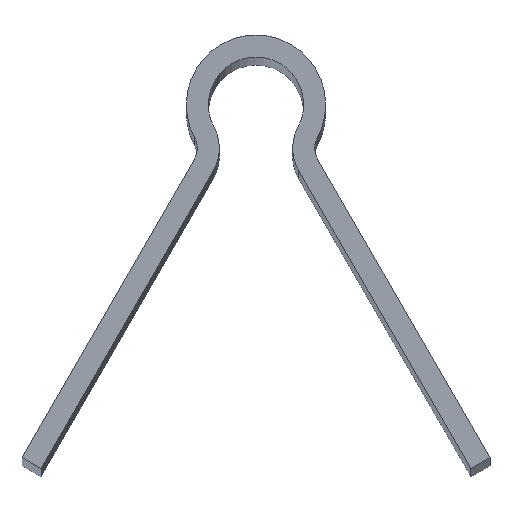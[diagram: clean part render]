
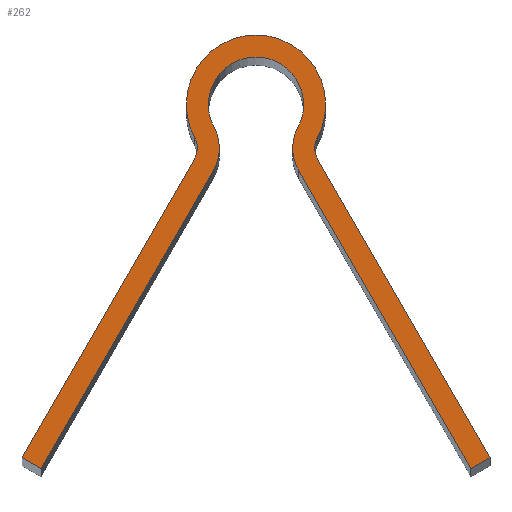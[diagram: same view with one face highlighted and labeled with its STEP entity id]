
A CAD part, top view. The second image highlights one B-rep face of the part: STEP entity #262.
In plain terms, the highlighted planar face has unit normal (0, 0, 1).
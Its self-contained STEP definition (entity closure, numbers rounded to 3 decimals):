
#22=PLANE('',#308);
#36=FACE_OUTER_BOUND('',#50,.T.);
#50=EDGE_LOOP('',(#231,#232,#233,#234,#235,#236,#237,#238,#239,#240,#241,
#242));
#53=LINE('',#399,#77);
#56=LINE('',#405,#80);
#59=LINE('',#411,#83);
#65=LINE('',#435,#89);
#68=LINE('',#441,#92);
#71=LINE('',#447,#95);
#77=VECTOR('',#321,10.);
#80=VECTOR('',#326,10.);
#83=VECTOR('',#331,10.);
#89=VECTOR('',#357,10.);
#92=VECTOR('',#362,10.);
#95=VECTOR('',#367,10.);
#99=CIRCLE('',#284,3.);
#101=CIRCLE('',#290,6.);
#103=CIRCLE('',#293,6.5);
#105=CIRCLE('',#296,6.);
#107=CIRCLE('',#302,3.);
#109=CIRCLE('',#305,9.5);
#111=VERTEX_POINT('',#389);
#112=VERTEX_POINT('',#390);
#115=VERTEX_POINT('',#398);
#117=VERTEX_POINT('',#404);
#119=VERTEX_POINT('',#410);
#121=VERTEX_POINT('',#416);
#123=VERTEX_POINT('',#422);
#125=VERTEX_POINT('',#428);
#127=VERTEX_POINT('',#434);
#129=VERTEX_POINT('',#440);
#131=VERTEX_POINT('',#446);
#133=VERTEX_POINT('',#452);
#135=EDGE_CURVE('',#111,#112,#99,.T.);
#139=EDGE_CURVE('',#112,#115,#53,.T.);
#142=EDGE_CURVE('',#115,#117,#56,.T.);
#145=EDGE_CURVE('',#117,#119,#59,.T.);
#148=EDGE_CURVE('',#119,#121,#101,.T.);
#151=EDGE_CURVE('',#121,#123,#103,.T.);
#154=EDGE_CURVE('',#123,#125,#105,.T.);
#157=EDGE_CURVE('',#125,#127,#65,.T.);
#160=EDGE_CURVE('',#127,#129,#68,.T.);
#163=EDGE_CURVE('',#129,#131,#71,.T.);
#166=EDGE_CURVE('',#131,#133,#107,.T.);
#169=EDGE_CURVE('',#133,#111,#109,.T.);
#231=ORIENTED_EDGE('',*,*,#169,.F.);
#232=ORIENTED_EDGE('',*,*,#166,.F.);
#233=ORIENTED_EDGE('',*,*,#163,.F.);
#234=ORIENTED_EDGE('',*,*,#160,.F.);
#235=ORIENTED_EDGE('',*,*,#157,.F.);
#236=ORIENTED_EDGE('',*,*,#154,.F.);
#237=ORIENTED_EDGE('',*,*,#151,.F.);
#238=ORIENTED_EDGE('',*,*,#148,.F.);
#239=ORIENTED_EDGE('',*,*,#145,.F.);
#240=ORIENTED_EDGE('',*,*,#142,.F.);
#241=ORIENTED_EDGE('',*,*,#139,.F.);
#242=ORIENTED_EDGE('',*,*,#135,.F.);
#262=ADVANCED_FACE('',(#36),#22,.T.);
#284=AXIS2_PLACEMENT_3D('',#391,#313,#314);
#290=AXIS2_PLACEMENT_3D('',#417,#336,#337);
#293=AXIS2_PLACEMENT_3D('',#423,#343,#344);
#296=AXIS2_PLACEMENT_3D('',#429,#350,#351);
#302=AXIS2_PLACEMENT_3D('',#453,#372,#373);
#305=AXIS2_PLACEMENT_3D('',#458,#379,#380);
#308=AXIS2_PLACEMENT_3D('',#461,#385,#386);
#313=DIRECTION('center_axis',(0.,0.,1.));
#314=DIRECTION('ref_axis',(0.88,-0.475,0.));
#321=DIRECTION('',(0.5,-0.866,0.));
#326=DIRECTION('',(-0.866,-0.5,0.));
#331=DIRECTION('',(-0.5,0.866,0.));
#336=DIRECTION('center_axis',(0.,0.,-1.));
#337=DIRECTION('ref_axis',(-0.88,0.475,0.));
#343=DIRECTION('center_axis',(0.,0.,1.));
#344=DIRECTION('ref_axis',(0.,-1.,0.));
#350=DIRECTION('center_axis',(0.,0.,-1.));
#351=DIRECTION('ref_axis',(0.866,-0.5,0.));
#357=DIRECTION('',(-0.5,-0.866,0.));
#362=DIRECTION('',(-0.866,0.5,0.));
#367=DIRECTION('',(0.5,0.866,0.));
#372=DIRECTION('center_axis',(0.,0.,1.));
#373=DIRECTION('ref_axis',(-0.866,0.5,0.));
#379=DIRECTION('center_axis',(0.,0.,-1.));
#380=DIRECTION('ref_axis',(0.88,-0.475,0.));
#385=DIRECTION('center_axis',(0.,0.,1.));
#386=DIRECTION('ref_axis',(1.,0.,0.));
#389=CARTESIAN_POINT('',(8.36,-4.512,640.));
#390=CARTESIAN_POINT('',(8.402,-7.437,640.));
#391=CARTESIAN_POINT('Origin',(11.,-5.937,640.));
#398=CARTESIAN_POINT('',(31.925,-48.18,640.));
#399=CARTESIAN_POINT('',(31.925,-48.18,640.));
#404=CARTESIAN_POINT('',(29.327,-49.68,640.));
#405=CARTESIAN_POINT('',(29.327,-49.68,640.));
#410=CARTESIAN_POINT('',(5.804,-8.937,640.));
#411=CARTESIAN_POINT('',(5.804,-8.937,640.));
#416=CARTESIAN_POINT('',(5.72,-3.087,640.));
#417=CARTESIAN_POINT('Origin',(11.,-5.937,640.));
#422=CARTESIAN_POINT('',(-5.72,-3.087,640.));
#423=CARTESIAN_POINT('Origin',(0.,0.,640.));
#428=CARTESIAN_POINT('',(-5.804,-8.937,640.));
#429=CARTESIAN_POINT('Origin',(-11.,-5.937,640.));
#434=CARTESIAN_POINT('',(-29.327,-49.68,640.));
#435=CARTESIAN_POINT('',(-29.327,-49.68,640.));
#440=CARTESIAN_POINT('',(-31.925,-48.18,640.));
#441=CARTESIAN_POINT('',(-31.925,-48.18,640.));
#446=CARTESIAN_POINT('',(-8.402,-7.437,640.));
#447=CARTESIAN_POINT('',(-8.402,-7.437,640.));
#452=CARTESIAN_POINT('',(-8.36,-4.512,640.));
#453=CARTESIAN_POINT('Origin',(-11.,-5.937,640.));
#458=CARTESIAN_POINT('Origin',(0.,0.,640.));
#461=CARTESIAN_POINT('Origin',(-14.842,-19.344,640.));
